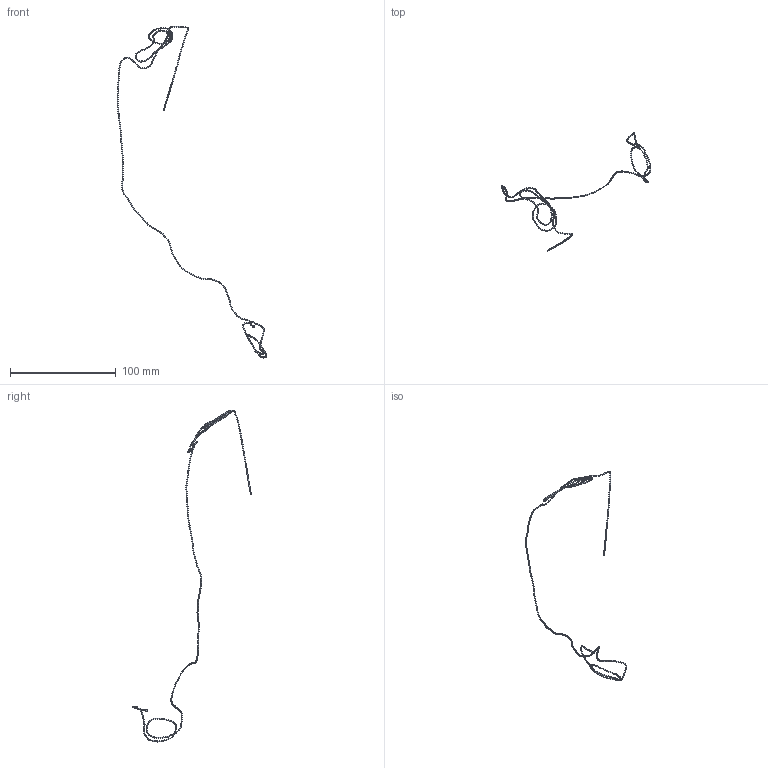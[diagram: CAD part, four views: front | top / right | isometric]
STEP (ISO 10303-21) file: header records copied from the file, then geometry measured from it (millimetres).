
FILE_DESCRIPTION(('STEP AP214'),'1');
FILE_NAME('Adult_DBS_05_Insulation_Left.step','2024-02-05T22:06:29',(' '),('ANSOFT Corporation'),'Spatial InterOp 3D',' ',' ');
FILE_SCHEMA(('AUTOMOTIVE_DESIGN { 1 0 10303 214 1 1 1 1 }'));
Length unit declared in the file: millimetre
Products named in the file (1): Insulation_left
Bounding box: 141.56 x 112.18 x 313.53 mm (x, y, z)
Volume: 722.5 mm3; surface area: 2888.3 mm2
Topology: 1 solids, 1 shells, 963 faces, 2537 edges, 1577 vertices
Faces by surface type: cylinder 960, plane 3
Entity records: 30228 total; most frequent: DIRECTION 6042, CARTESIAN_POINT 5078, ORIENTED_EDGE 5074, AXIS2_PLACEMENT_3D 2541, EDGE_CURVE 2537, VERTEX_POINT 1577, ELLIPSE 1453, EDGE_LOOP 964
